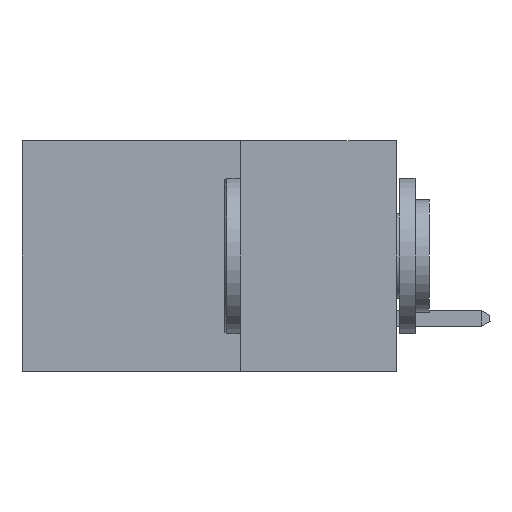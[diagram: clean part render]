
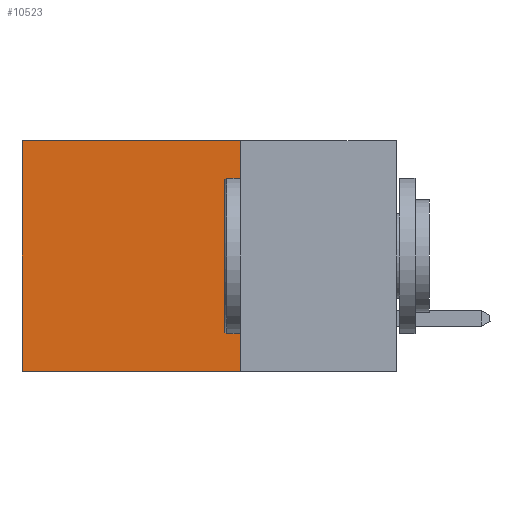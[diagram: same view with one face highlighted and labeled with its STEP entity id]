
A CAD part, left-side view. The second image highlights one B-rep face of the part: STEP entity #10523.
In plain terms, the highlighted planar face has unit normal (-1, 0, 0).
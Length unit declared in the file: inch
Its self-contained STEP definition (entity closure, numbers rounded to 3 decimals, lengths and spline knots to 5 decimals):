
#1204 = DIRECTION ( 'NONE',  ( 0., 0., -1. ) ) ;
#1912 = EDGE_CURVE ( 'NONE', #20131, #9244, #16064, .T. ) ;
#2991 = CARTESIAN_POINT ( 'NONE',  ( 0.298, 0.25, 0. ) ) ;
#4007 = LINE ( 'NONE', #22603, #14322 ) ;
#4473 = VECTOR ( 'NONE', #1204, 39.37008 ) ;
#5884 = CARTESIAN_POINT ( 'NONE',  ( 0.298, 0.25, 0. ) ) ;
#7809 = VECTOR ( 'NONE', #23429, 39.37008 ) ;
#7931 = PLANE ( 'NONE',  #10443 ) ;
#7955 = CARTESIAN_POINT ( 'NONE',  ( 0.298, 0.25, -0.37 ) ) ;
#8142 = LINE ( 'NONE', #17300, #13626 ) ;
#8627 = VERTEX_POINT ( 'NONE', #16187 ) ;
#9085 = LINE ( 'NONE', #2991, #7809 ) ;
#9244 = VERTEX_POINT ( 'NONE', #14460 ) ;
#9973 = DIRECTION ( 'NONE',  ( 1., 0., 0. ) ) ;
#10443 = AXIS2_PLACEMENT_3D ( 'NONE', #5884, #9973, #24139 ) ;
#10523 = ADVANCED_FACE ( 'NONE', ( #10628 ), #7931, .F. ) ;
#10628 = FACE_OUTER_BOUND ( 'NONE', #13376, .T. ) ;
#12280 = EDGE_CURVE ( 'NONE', #8627, #20131, #9085, .T. ) ;
#13030 = ORIENTED_EDGE ( 'NONE', *, *, #1912, .T. ) ;
#13376 = EDGE_LOOP ( 'NONE', ( #13030, #21954, #21533, #17353 ) ) ;
#13626 = VECTOR ( 'NONE', #19313, 39.37008 ) ;
#14322 = VECTOR ( 'NONE', #24590, 39.37008 ) ;
#14460 = CARTESIAN_POINT ( 'NONE',  ( 0.298, 0.6, -0.37 ) ) ;
#14766 = CARTESIAN_POINT ( 'NONE',  ( 0.298, 0.6, 0. ) ) ;
#15620 = CARTESIAN_POINT ( 'NONE',  ( 0.298, 0.6, 0. ) ) ;
#16064 = LINE ( 'NONE', #15620, #4473 ) ;
#16187 = CARTESIAN_POINT ( 'NONE',  ( 0.298, 0.25, 0. ) ) ;
#16424 = EDGE_CURVE ( 'NONE', #19462, #9244, #4007, .T. ) ;
#17300 = CARTESIAN_POINT ( 'NONE',  ( 0.298, 0.25, 0. ) ) ;
#17353 = ORIENTED_EDGE ( 'NONE', *, *, #12280, .T. ) ;
#19313 = DIRECTION ( 'NONE',  ( 0., 0., -1. ) ) ;
#19462 = VERTEX_POINT ( 'NONE', #7955 ) ;
#20131 = VERTEX_POINT ( 'NONE', #14766 ) ;
#21533 = ORIENTED_EDGE ( 'NONE', *, *, #24435, .F. ) ;
#21954 = ORIENTED_EDGE ( 'NONE', *, *, #16424, .F. ) ;
#22603 = CARTESIAN_POINT ( 'NONE',  ( 0.298, 0.25, -0.37 ) ) ;
#23429 = DIRECTION ( 'NONE',  ( 0., 1., 0. ) ) ;
#24139 = DIRECTION ( 'NONE',  ( 0., 0., -1. ) ) ;
#24435 = EDGE_CURVE ( 'NONE', #8627, #19462, #8142, .T. ) ;
#24590 = DIRECTION ( 'NONE',  ( 0., 1., 0. ) ) ;
